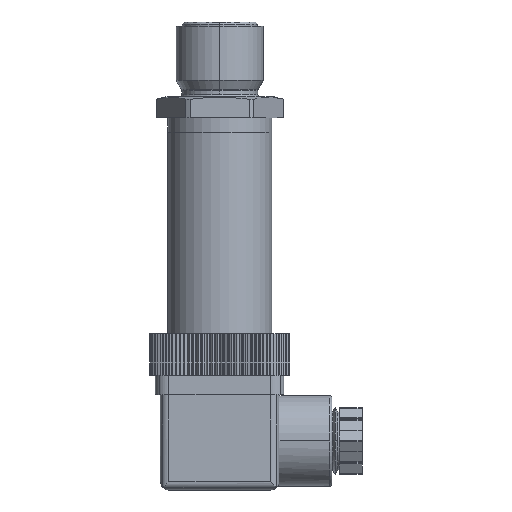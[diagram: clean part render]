
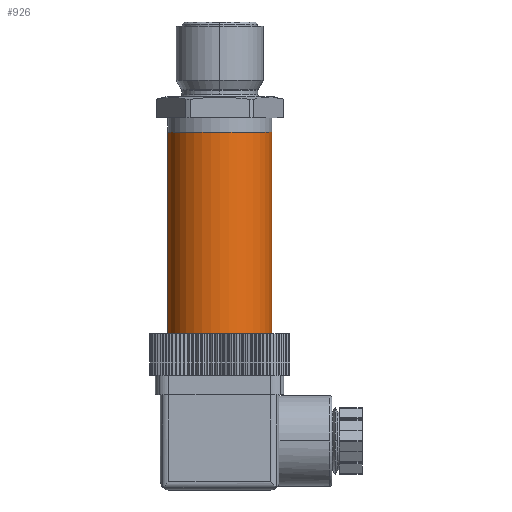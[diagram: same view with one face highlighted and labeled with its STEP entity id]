
A CAD part, front view. The second image highlights one B-rep face of the part: STEP entity #926.
In plain terms, the highlighted cylindrical face has radius 12.5 mm (diameter 25 mm), a partial arc.
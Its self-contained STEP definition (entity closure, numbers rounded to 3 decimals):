
#926=ADVANCED_FACE('',(#2102),#2103,.T.);
#2102=FACE_OUTER_BOUND('',#3575,.T.);
#2103=CYLINDRICAL_SURFACE('',#3576,12.5);
#3575=EDGE_LOOP('',(#6064,#6065,#6066,#6067));
#3576=AXIS2_PLACEMENT_3D('',#6068,#6069,#6070);
#6064=ORIENTED_EDGE('',*,*,#10016,.F.);
#6065=ORIENTED_EDGE('',*,*,#10017,.F.);
#6066=ORIENTED_EDGE('',*,*,#10018,.F.);
#6067=ORIENTED_EDGE('',*,*,#10019,.T.);
#6068=CARTESIAN_POINT('',(-0.006,-0.005,7.407));
#6069=DIRECTION('',(0.0,0.0,-1.0));
#6070=DIRECTION('',(1.0,0.0,0.0));
#10016=EDGE_CURVE('',#12453,#12454,#12455,.T.);
#10017=EDGE_CURVE('20:100',#12456,#12453,#12457,.T.);
#10018=EDGE_CURVE('',#12458,#12456,#12459,.T.);
#10019=EDGE_CURVE('20:97',#12458,#12454,#12460,.T.);
#12453=VERTEX_POINT('',#15745);
#12454=VERTEX_POINT('',#15746);
#12455=LINE('',#15747,#15748);
#12456=VERTEX_POINT('',#15749);
#12457=CIRCLE('',#15750,12.5);
#12458=VERTEX_POINT('',#15751);
#12459=LINE('',#15752,#15753);
#12460=CIRCLE('',#15754,12.5);
#15745=CARTESIAN_POINT('',(12.494,-0.005,-5.593));
#15746=CARTESIAN_POINT('',(12.494,-0.005,-53.993));
#15747=CARTESIAN_POINT('',(12.494,-0.005,-29.793));
#15748=VECTOR('',#18525,1.0);
#15749=CARTESIAN_POINT('',(-12.506,-0.005,-5.593));
#15750=AXIS2_PLACEMENT_3D('',#18526,#18527,#18528);
#15751=CARTESIAN_POINT('',(-12.506,-0.005,-53.993));
#15752=CARTESIAN_POINT('',(-12.506,-0.005,-29.793));
#15753=VECTOR('',#18529,1.0);
#15754=AXIS2_PLACEMENT_3D('',#18530,#18531,#18532);
#18525=DIRECTION('',(0.0,0.0,-1.0));
#18526=CARTESIAN_POINT('',(-0.006,-0.005,-5.593));
#18527=DIRECTION('',(0.0,0.0,1.0));
#18528=DIRECTION('',(1.0,0.0,0.0));
#18529=DIRECTION('',(0.0,0.0,1.0));
#18530=CARTESIAN_POINT('',(-0.006,-0.005,-53.993));
#18531=DIRECTION('',(0.0,0.0,1.0));
#18532=DIRECTION('',(1.0,0.0,0.0));
